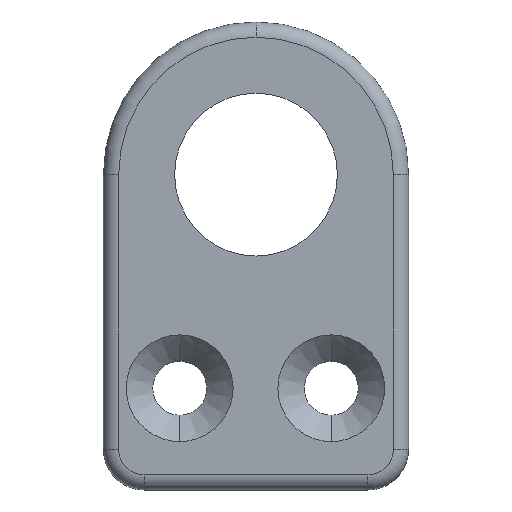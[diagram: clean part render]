
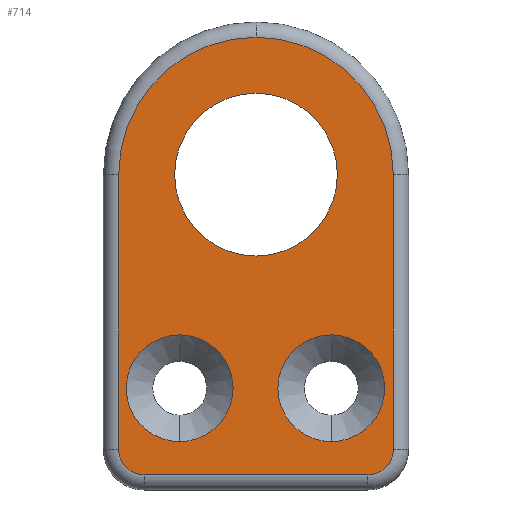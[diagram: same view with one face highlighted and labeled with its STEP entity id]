
A CAD part, front view. The second image highlights one B-rep face of the part: STEP entity #714.
In plain terms, the highlighted planar face has unit normal (0, -1, 0).
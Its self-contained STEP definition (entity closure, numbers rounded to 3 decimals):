
#2 = DIRECTION ( 'NONE',  ( 0., -1., 0. ) ) ;
#7 = CARTESIAN_POINT ( 'NONE',  ( 0., 0., 0. ) ) ;
#14 = EDGE_CURVE ( 'NONE', #16, #108, #709, .T. ) ;
#16 = VERTEX_POINT ( 'NONE', #258 ) ;
#42 = DIRECTION ( 'NONE',  ( 0., 0., 1. ) ) ;
#46 = ORIENTED_EDGE ( 'NONE', *, *, #418, .T. ) ;
#64 = CARTESIAN_POINT ( 'NONE',  ( 0., 0., -8. ) ) ;
#65 = DIRECTION ( 'NONE',  ( 0., -1., 0. ) ) ;
#78 = AXIS2_PLACEMENT_3D ( 'NONE', #1370, #2, #1177 ) ;
#98 = VERTEX_POINT ( 'NONE', #580 ) ;
#108 = VERTEX_POINT ( 'NONE', #1394 ) ;
#122 = CARTESIAN_POINT ( 'NONE',  ( 0., 0., 0. ) ) ;
#143 = ORIENTED_EDGE ( 'NONE', *, *, #193, .T. ) ;
#148 = VECTOR ( 'NONE', #703, 1000. ) ;
#168 = DIRECTION ( 'NONE',  ( 0., 0., -1. ) ) ;
#182 = CARTESIAN_POINT ( 'NONE',  ( -13.5, 0., -27. ) ) ;
#193 = EDGE_CURVE ( 'NONE', #1359, #759, #1499, .T. ) ;
#222 = EDGE_CURVE ( 'NONE', #759, #16, #734, .T. ) ;
#240 = FACE_BOUND ( 'NONE', #316, .T. ) ;
#243 = EDGE_LOOP ( 'NONE', ( #477, #1039 ) ) ;
#258 = CARTESIAN_POINT ( 'NONE',  ( 13.5, 0., -27. ) ) ;
#280 = AXIS2_PLACEMENT_3D ( 'NONE', #526, #967, #408 ) ;
#282 = CARTESIAN_POINT ( 'NONE',  ( 0., 0., 8. ) ) ;
#289 = CARTESIAN_POINT ( 'NONE',  ( 7.4, 0., -15.75 ) ) ;
#298 = EDGE_CURVE ( 'NONE', #844, #878, #1315, .T. ) ;
#306 = CARTESIAN_POINT ( 'NONE',  ( 0., 0., 0. ) ) ;
#316 = EDGE_LOOP ( 'NONE', ( #916, #1259 ) ) ;
#322 = DIRECTION ( 'NONE',  ( 0., 0., -1. ) ) ;
#326 = AXIS2_PLACEMENT_3D ( 'NONE', #648, #1073, #168 ) ;
#338 = AXIS2_PLACEMENT_3D ( 'NONE', #747, #1224, #740 ) ;
#341 = DIRECTION ( 'NONE',  ( 0., 1., 0. ) ) ;
#343 = CARTESIAN_POINT ( 'NONE',  ( -11., 0., -27. ) ) ;
#351 = EDGE_LOOP ( 'NONE', ( #398, #396 ) ) ;
#352 = ORIENTED_EDGE ( 'NONE', *, *, #1182, .T. ) ;
#355 = EDGE_CURVE ( 'NONE', #1185, #98, #901, .T. ) ;
#364 = CIRCLE ( 'NONE', #338, 13.5 ) ;
#381 = CIRCLE ( 'NONE', #1213, 2.5 ) ;
#396 = ORIENTED_EDGE ( 'NONE', *, *, #1069, .T. ) ;
#398 = ORIENTED_EDGE ( 'NONE', *, *, #949, .T. ) ;
#408 = DIRECTION ( 'NONE',  ( 0., 0., -1. ) ) ;
#418 = EDGE_CURVE ( 'NONE', #999, #1359, #381, .T. ) ;
#456 = VECTOR ( 'NONE', #1107, 1000. ) ;
#474 = CARTESIAN_POINT ( 'NONE',  ( 11., 0., -29.5 ) ) ;
#476 = FACE_BOUND ( 'NONE', #351, .T. ) ;
#477 = ORIENTED_EDGE ( 'NONE', *, *, #298, .F. ) ;
#499 = DIRECTION ( 'NONE',  ( 0., 0., 1. ) ) ;
#511 = VECTOR ( 'NONE', #1029, 1000. ) ;
#518 = EDGE_CURVE ( 'NONE', #878, #844, #992, .T. ) ;
#520 = DIRECTION ( 'NONE',  ( 0., -1., 0. ) ) ;
#526 = CARTESIAN_POINT ( 'NONE',  ( -7.5, 0., -21. ) ) ;
#541 = VERTEX_POINT ( 'NONE', #637 ) ;
#554 = AXIS2_PLACEMENT_3D ( 'NONE', #971, #520, #1302 ) ;
#573 = FACE_BOUND ( 'NONE', #243, .T. ) ;
#580 = CARTESIAN_POINT ( 'NONE',  ( -7.5, 0., -15.75 ) ) ;
#587 = PLANE ( 'NONE',  #1241 ) ;
#588 = DIRECTION ( 'NONE',  ( 0., 1., 0. ) ) ;
#592 = EDGE_CURVE ( 'NONE', #108, #1017, #707, .T. ) ;
#621 = AXIS2_PLACEMENT_3D ( 'NONE', #1459, #1112, #322 ) ;
#629 = CARTESIAN_POINT ( 'NONE',  ( 0., 0., 0. ) ) ;
#637 = CARTESIAN_POINT ( 'NONE',  ( -13.5, 0., 0. ) ) ;
#648 = CARTESIAN_POINT ( 'NONE',  ( 7.4, 0., -21. ) ) ;
#649 = VERTEX_POINT ( 'NONE', #64 ) ;
#669 = AXIS2_PLACEMENT_3D ( 'NONE', #122, #588, #786 ) ;
#679 = EDGE_CURVE ( 'NONE', #541, #999, #1138, .T. ) ;
#688 = FACE_OUTER_BOUND ( 'NONE', #691, .T. ) ;
#691 = EDGE_LOOP ( 'NONE', ( #1133, #1032, #352, #1207, #46, #143, #1262 ) ) ;
#703 = DIRECTION ( 'NONE',  ( 0., 0., 1. ) ) ;
#707 = CIRCLE ( 'NONE', #1190, 13.5 ) ;
#709 = LINE ( 'NONE', #1510, #148 ) ;
#711 = CIRCLE ( 'NONE', #669, 8. ) ;
#714 = ADVANCED_FACE ( 'NONE', ( #688, #573, #240, #476 ), #587, .F. ) ;
#734 = CIRCLE ( 'NONE', #78, 2.5 ) ;
#740 = DIRECTION ( 'NONE',  ( 0., 0., 1. ) ) ;
#747 = CARTESIAN_POINT ( 'NONE',  ( 0., 0., 0. ) ) ;
#759 = VERTEX_POINT ( 'NONE', #1198 ) ;
#769 = DIRECTION ( 'NONE',  ( 0., 0., 1. ) ) ;
#786 = DIRECTION ( 'NONE',  ( 0., 0., 1. ) ) ;
#844 = VERTEX_POINT ( 'NONE', #1173 ) ;
#877 = EDGE_CURVE ( 'NONE', #98, #1185, #948, .T. ) ;
#878 = VERTEX_POINT ( 'NONE', #289 ) ;
#901 = CIRCLE ( 'NONE', #621, 5.25 ) ;
#916 = ORIENTED_EDGE ( 'NONE', *, *, #355, .F. ) ;
#948 = CIRCLE ( 'NONE', #280, 5.25 ) ;
#949 = EDGE_CURVE ( 'NONE', #649, #1178, #950, .T. ) ;
#950 = CIRCLE ( 'NONE', #1070, 8. ) ;
#967 = DIRECTION ( 'NONE',  ( 0., -1., 0. ) ) ;
#971 = CARTESIAN_POINT ( 'NONE',  ( 7.4, 0., -21. ) ) ;
#992 = CIRCLE ( 'NONE', #554, 5.25 ) ;
#999 = VERTEX_POINT ( 'NONE', #182 ) ;
#1017 = VERTEX_POINT ( 'NONE', #1099 ) ;
#1029 = DIRECTION ( 'NONE',  ( 0., 0., -1. ) ) ;
#1032 = ORIENTED_EDGE ( 'NONE', *, *, #592, .T. ) ;
#1039 = ORIENTED_EDGE ( 'NONE', *, *, #518, .F. ) ;
#1069 = EDGE_CURVE ( 'NONE', #1178, #649, #711, .T. ) ;
#1070 = AXIS2_PLACEMENT_3D ( 'NONE', #629, #1220, #42 ) ;
#1073 = DIRECTION ( 'NONE',  ( 0., -1., 0. ) ) ;
#1076 = CARTESIAN_POINT ( 'NONE',  ( -11., 0., -29.5 ) ) ;
#1096 = DIRECTION ( 'NONE',  ( 0., -1., 0. ) ) ;
#1099 = CARTESIAN_POINT ( 'NONE',  ( 0., 0., 13.5 ) ) ;
#1107 = DIRECTION ( 'NONE',  ( 1., 0., 0. ) ) ;
#1112 = DIRECTION ( 'NONE',  ( 0., -1., 0. ) ) ;
#1123 = DIRECTION ( 'NONE',  ( 0., 0., 1. ) ) ;
#1133 = ORIENTED_EDGE ( 'NONE', *, *, #14, .T. ) ;
#1138 = LINE ( 'NONE', #1166, #511 ) ;
#1166 = CARTESIAN_POINT ( 'NONE',  ( -13.5, 0., -27. ) ) ;
#1173 = CARTESIAN_POINT ( 'NONE',  ( 7.4, 0., -26.25 ) ) ;
#1177 = DIRECTION ( 'NONE',  ( 0., 0., 1. ) ) ;
#1178 = VERTEX_POINT ( 'NONE', #282 ) ;
#1182 = EDGE_CURVE ( 'NONE', #1017, #541, #364, .T. ) ;
#1185 = VERTEX_POINT ( 'NONE', #1204 ) ;
#1190 = AXIS2_PLACEMENT_3D ( 'NONE', #306, #1096, #1123 ) ;
#1198 = CARTESIAN_POINT ( 'NONE',  ( 11., 0., -29.5 ) ) ;
#1204 = CARTESIAN_POINT ( 'NONE',  ( -7.5, 0., -26.25 ) ) ;
#1207 = ORIENTED_EDGE ( 'NONE', *, *, #679, .T. ) ;
#1213 = AXIS2_PLACEMENT_3D ( 'NONE', #343, #65, #769 ) ;
#1220 = DIRECTION ( 'NONE',  ( 0., 1., 0. ) ) ;
#1224 = DIRECTION ( 'NONE',  ( 0., -1., 0. ) ) ;
#1241 = AXIS2_PLACEMENT_3D ( 'NONE', #7, #341, #499 ) ;
#1259 = ORIENTED_EDGE ( 'NONE', *, *, #877, .F. ) ;
#1262 = ORIENTED_EDGE ( 'NONE', *, *, #222, .T. ) ;
#1302 = DIRECTION ( 'NONE',  ( 0., 0., -1. ) ) ;
#1315 = CIRCLE ( 'NONE', #326, 5.25 ) ;
#1359 = VERTEX_POINT ( 'NONE', #1076 ) ;
#1370 = CARTESIAN_POINT ( 'NONE',  ( 11., 0., -27. ) ) ;
#1394 = CARTESIAN_POINT ( 'NONE',  ( 13.5, 0., 0. ) ) ;
#1459 = CARTESIAN_POINT ( 'NONE',  ( -7.5, 0., -21. ) ) ;
#1499 = LINE ( 'NONE', #474, #456 ) ;
#1510 = CARTESIAN_POINT ( 'NONE',  ( 13.5, 0., 0. ) ) ;
